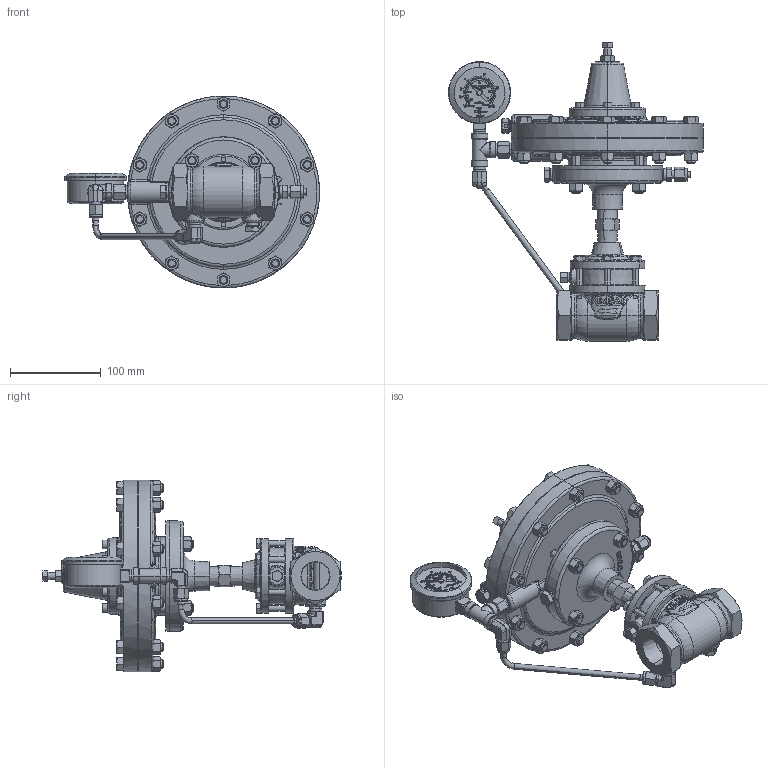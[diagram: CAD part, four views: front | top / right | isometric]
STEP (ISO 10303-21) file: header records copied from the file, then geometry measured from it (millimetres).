
FILE_DESCRIPTION (( 'STEP AP214' ), '1' );
FILE_NAME ('RAB1SADF3S-ABGD5.STEP', '2023-03-15T12:13:05', ( '' ), ( '' ), 'SwSTEP 2.0', 'SolidWorks 2019', '' );
FILE_SCHEMA (( 'AUTOMOTIVE_DESIGN' ));
Length unit declared in the file: inch
Products named in the file (1): RAB1SADF3S-ABGD5
Bounding box: 280.35 x 328.63 x 211.12 mm (x, y, z)
Volume: 2236115.8 mm3; surface area: 290609.3 mm2
Topology: 2 solids, 5 shells, 5367 faces, 14021 edges, 8857 vertices
Faces by surface type: plane 2413, bspline 1553, cone 547, cylinder 528, torus 222, sphere 104
Entity records: 255624 total; most frequent: CARTESIAN_POINT 84738, ORIENTED_EDGE 27820, DIRECTION 19773, EDGE_CURVE 13910, VERTEX_POINT 8857, LINE 7183, VECTOR 7183, AXIS2_PLACEMENT_3D 6295
